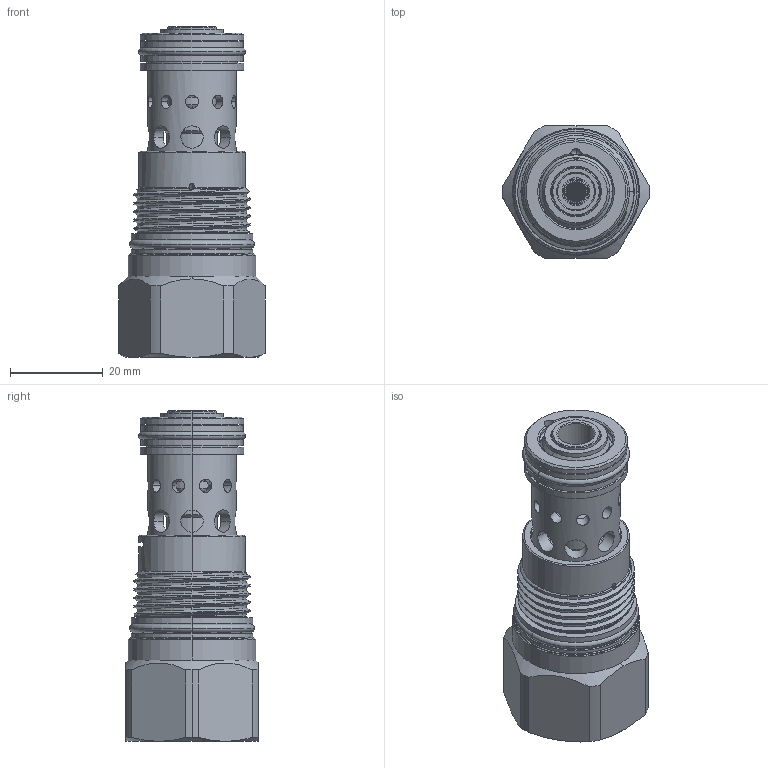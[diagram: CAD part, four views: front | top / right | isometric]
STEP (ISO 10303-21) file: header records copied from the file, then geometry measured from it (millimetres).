
FILE_DESCRIPTION (( 'STEP AP203' ), '1' );
FILE_NAME ('RC3A2G-8.STEP', '2020-03-24T04:59:35', ( '' ), ( '' ), 'SwSTEP 2.0', 'SolidWorks 2018', '' );
FILE_SCHEMA (( 'CONFIG_CONTROL_DESIGN' ));
Products named in the file (1): RC3A2G-8
Bounding box: 31.59 x 28.57 x 71.23 mm (x, y, z)
Volume: 24502.8 mm3; surface area: 20596 mm2
Topology: 14 solids, 14 shells, 903 faces, 2425 edges, 1528 vertices
Faces by surface type: cylinder 624, cone 143, plane 69, torus 52, sphere 10, bspline 5
Entity records: 56012 total; most frequent: CARTESIAN_POINT 34196, ORIENTED_EDGE 4846, DIRECTION 3768, EDGE_CURVE 2423, VERTEX_POINT 1528, AXIS2_PLACEMENT_3D 1497, EDGE_LOOP 1353, B_SPLINE_CURVE_WITH_KNOTS 994
